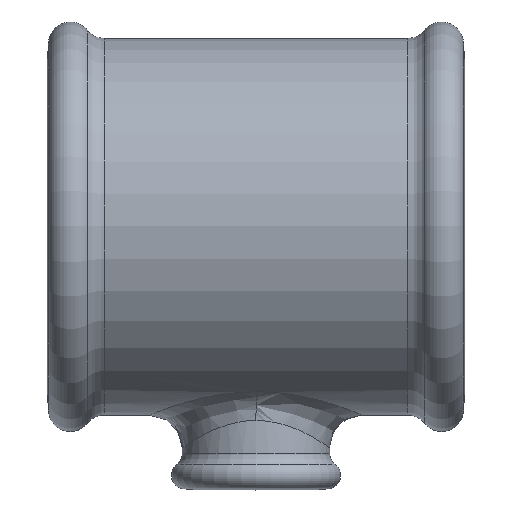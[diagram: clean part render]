
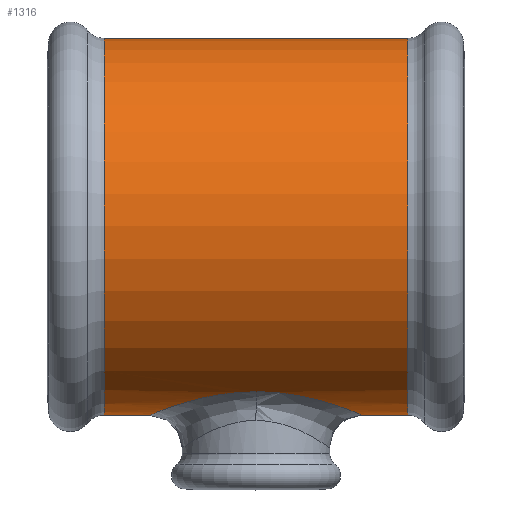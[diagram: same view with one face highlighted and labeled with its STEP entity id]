
A CAD part, top view. The second image highlights one B-rep face of the part: STEP entity #1316.
In plain terms, the highlighted cylindrical face has radius 34.5 mm (diameter 69 mm), a partial arc.
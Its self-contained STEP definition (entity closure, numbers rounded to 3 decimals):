
#25=CYLINDRICAL_SURFACE('',#2677,34.5);
#326=FACE_OUTER_BOUND('',#486,.F.);
#486=EDGE_LOOP('',(#1120,#1121,#1122,#1123,#1124,#1125,#1126));
#1120=ORIENTED_EDGE('',*,*,#1833,.F.);
#1121=ORIENTED_EDGE('',*,*,#2007,.T.);
#1122=ORIENTED_EDGE('',*,*,#1831,.T.);
#1123=ORIENTED_EDGE('',*,*,#2008,.T.);
#1124=ORIENTED_EDGE('',*,*,#1841,.T.);
#1125=ORIENTED_EDGE('',*,*,#1839,.T.);
#1126=ORIENTED_EDGE('',*,*,#2009,.T.);
#1316=ADVANCED_FACE('',(#326),#25,.T.);
#1345=LINE('',#4057,#1485);
#1346=LINE('',#4058,#1486);
#1347=LINE('',#4059,#1487);
#1485=VECTOR('',#3052,55.51);
#1486=VECTOR('',#3053,8.264);
#1487=VECTOR('',#3054,8.255);
#1620=B_SPLINE_CURVE_WITH_KNOTS('',3,(#3772,#3773,#3774,#3775,#3776,#3777,
#3778,#3779,#3780,#3781,#3782,#3783,#3784,#3785,#3786,#3787,#3788),
 .UNSPECIFIED.,.F.,.F.,(4,1,1,1,1,1,1,1,1,1,1,1,1,1,4),(0.,0.074,
0.127,0.191,0.255,0.321,
0.388,0.456,0.526,0.598,
0.673,0.751,0.831,0.9,
1.),.UNSPECIFIED.);
#1622=B_SPLINE_CURVE_WITH_KNOTS('',3,(#3821,#3822,#3823,#3824,#3825,#3826,
#3827,#3828,#3829,#3830,#3831,#3832,#3833,#3834,#3835,#3836,#3837),
 .UNSPECIFIED.,.F.,.F.,(4,1,1,1,1,1,1,1,1,1,1,1,1,1,4),(0.,0.086,
0.147,0.22,0.293,0.366,0.438,
0.51,0.581,0.651,0.722,
0.791,0.861,0.919,1.),.UNSPECIFIED.);
#1650=CIRCLE('',#2368,34.5);
#1652=CIRCLE('',#2370,34.5);
#1831=EDGE_CURVE('',#2300,#2301,#1650,.T.);
#1833=EDGE_CURVE('',#2298,#2299,#1652,.T.);
#1839=EDGE_CURVE('',#2292,#2291,#1620,.T.);
#1841=EDGE_CURVE('',#2290,#2292,#1622,.T.);
#2007=EDGE_CURVE('',#2298,#2300,#1345,.T.);
#2008=EDGE_CURVE('',#2301,#2290,#1346,.T.);
#2009=EDGE_CURVE('',#2291,#2299,#1347,.T.);
#2290=VERTEX_POINT('',#3661);
#2291=VERTEX_POINT('',#3662);
#2292=VERTEX_POINT('',#3663);
#2298=VERTEX_POINT('',#3669);
#2299=VERTEX_POINT('',#3670);
#2300=VERTEX_POINT('',#3671);
#2301=VERTEX_POINT('',#3672);
#2368=AXIS2_PLACEMENT_3D('',#3710,#2732,#2733);
#2370=AXIS2_PLACEMENT_3D('',#3712,#2736,#2737);
#2677=AXIS2_PLACEMENT_3D('',#5188,#3490,#3491);
#2732=DIRECTION('',(1.,0.,0.));
#2733=DIRECTION('',(0.,1.,0.));
#2736=DIRECTION('',(1.,0.,0.));
#2737=DIRECTION('',(0.,1.,0.));
#3052=DIRECTION('',(1.,0.,0.));
#3053=DIRECTION('',(-1.,0.001,0.));
#3054=DIRECTION('',(-1.,0.,0.));
#3490=DIRECTION('',(1.,0.,0.));
#3491=DIRECTION('',(0.,0.996,-0.087));
#3661=CARTESIAN_POINT('',(19.491,-34.492,0.));
#3662=CARTESIAN_POINT('',(-19.499,-34.5,0.));
#3663=CARTESIAN_POINT('',(0.,-30.238,16.611));
#3669=CARTESIAN_POINT('',(-27.755,34.5,0.));
#3670=CARTESIAN_POINT('',(-27.755,-34.5,0.));
#3671=CARTESIAN_POINT('',(27.755,34.5,0.));
#3672=CARTESIAN_POINT('',(27.755,-34.5,0.));
#3710=CARTESIAN_POINT('',(27.755,0.,0.));
#3712=CARTESIAN_POINT('',(-27.755,0.,0.));
#3772=CARTESIAN_POINT('',(0.,-30.238,16.611));
#3773=CARTESIAN_POINT('',(-0.707,-30.238,16.611));
#3774=CARTESIAN_POINT('',(-1.922,-30.269,16.554));
#3775=CARTESIAN_POINT('',(-3.733,-30.394,16.325));
#3776=CARTESIAN_POINT('',(-5.432,-30.577,15.98));
#3777=CARTESIAN_POINT('',(-7.204,-30.843,15.464));
#3778=CARTESIAN_POINT('',(-8.943,-31.172,14.792));
#3779=CARTESIAN_POINT('',(-10.637,-31.557,13.956));
#3780=CARTESIAN_POINT('',(-12.275,-31.986,12.946));
#3781=CARTESIAN_POINT('',(-13.841,-32.447,11.748));
#3782=CARTESIAN_POINT('',(-15.31,-32.924,10.346));
#3783=CARTESIAN_POINT('',(-16.653,-33.395,8.722));
#3784=CARTESIAN_POINT('',(-17.822,-33.832,6.858));
#3785=CARTESIAN_POINT('',(-18.69,-34.171,4.875));
#3786=CARTESIAN_POINT('',(-19.328,-34.429,2.573));
#3787=CARTESIAN_POINT('',(-19.499,-34.499,0.956));
#3788=CARTESIAN_POINT('',(-19.499,-34.5,0.));
#3821=CARTESIAN_POINT('',(19.491,-34.496,0.));
#3822=CARTESIAN_POINT('',(19.495,-34.498,0.825));
#3823=CARTESIAN_POINT('',(19.378,-34.45,2.238));
#3824=CARTESIAN_POINT('',(18.881,-34.248,4.291));
#3825=CARTESIAN_POINT('',(18.168,-33.965,6.133));
#3826=CARTESIAN_POINT('',(17.169,-33.584,7.946));
#3827=CARTESIAN_POINT('',(15.963,-33.149,9.599));
#3828=CARTESIAN_POINT('',(14.582,-32.683,11.081));
#3829=CARTESIAN_POINT('',(13.053,-32.209,12.385));
#3830=CARTESIAN_POINT('',(11.403,-31.751,13.512));
#3831=CARTESIAN_POINT('',(9.654,-31.328,14.465));
#3832=CARTESIAN_POINT('',(7.824,-30.954,15.245));
#3833=CARTESIAN_POINT('',(5.928,-30.644,15.854));
#3834=CARTESIAN_POINT('',(4.089,-30.425,16.267));
#3835=CARTESIAN_POINT('',(2.11,-30.275,16.543));
#3836=CARTESIAN_POINT('',(0.777,-30.238,16.611));
#3837=CARTESIAN_POINT('',(0.,-30.238,16.611));
#4057=CARTESIAN_POINT('',(-27.755,34.5,0.));
#4058=CARTESIAN_POINT('',(27.755,-34.5,0.));
#4059=CARTESIAN_POINT('',(-19.499,-34.5,0.));
#5188=CARTESIAN_POINT('',(30.531,0.,0.));
